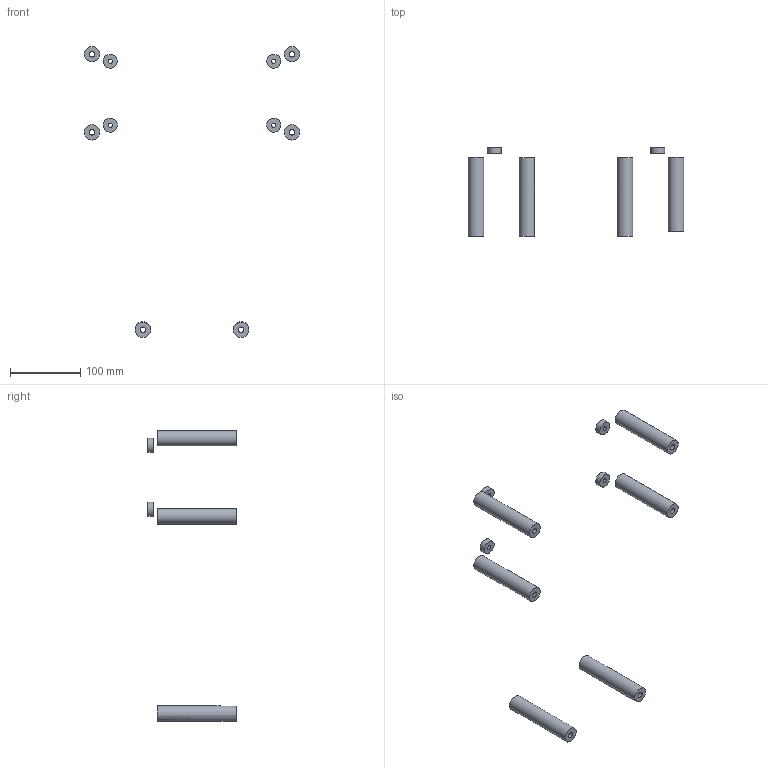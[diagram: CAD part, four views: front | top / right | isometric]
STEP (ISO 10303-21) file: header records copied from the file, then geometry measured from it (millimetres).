
FILE_DESCRIPTION(/* description */ ('NOT SPECIFIED'),/* implementation_level */ '2;1');
FILE_NAME(/* name */ 'STANDOFFS.step',/* time_stamp */ '2025-09-22T16:06:46-04:00',/* author */ (''),/* organization */ (''),/* preprocessor_version */ 'ST-DEVELOPER v20.1',/* originating_system */ 'Autodesk Translation Framework v14.17.0.0',/* authorisation */ '');
FILE_SCHEMA (('AUTOMOTIVE_DESIGN { 1 0 10303 214 3 1 1 }'));
Length unit declared in the file: millimetre
Products named in the file (11): STANDOFFS_ASM; BATT_STANDOFF_1; MOTOR_STANDOFF_1; BATT_STANDOFF_3; BATT_STANDOFF_4; BATT_STANDOFF_2; MOTOR_STANDOFF_1__1_; MOTOR_STANDOFF_1__1___1_; MOTOR_STANDOFF_1__2_; BATT_STANDOFF_6; BATT_STANDOFF_5
Assembly tree (10 placements, depth 2):
  STANDOFFS_ASM
    BATT_STANDOFF_1
    MOTOR_STANDOFF_1
    BATT_STANDOFF_3
    BATT_STANDOFF_4
    BATT_STANDOFF_2
    MOTOR_STANDOFF_1__1_
    MOTOR_STANDOFF_1__1___1_
    MOTOR_STANDOFF_1__2_
    BATT_STANDOFF_6
    BATT_STANDOFF_5
Bounding box: 306.8 x 126 x 414.38 mm (x, y, z)
Volume: 226200.3 mm3; surface area: 70874.2 mm2
Topology: 10 solids, 10 shells, 40 faces, 60 edges, 40 vertices
Faces by surface type: plane 20, cylinder 20
Full cylindrical faces by diameter (mm): 6 x4, 8 x6, 20 x4, 22 x6
Entity records: 1292 total; most frequent: DIRECTION 222, CARTESIAN_POINT 161, ORIENTED_EDGE 120, AXIS2_PLACEMENT_3D 101, EDGE_LOOP 60, EDGE_CURVE 60, FACE_OUTER_BOUND 40, CIRCLE 40
